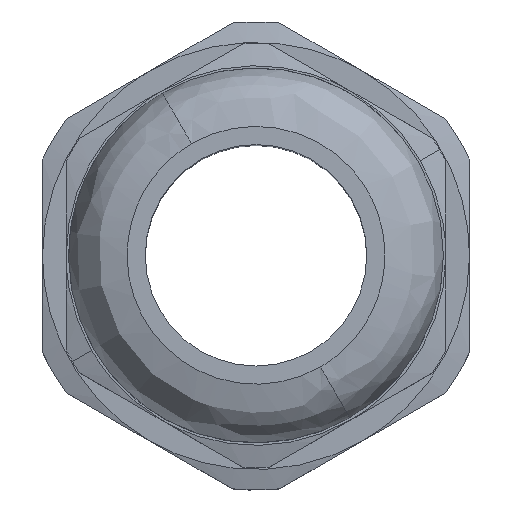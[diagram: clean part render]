
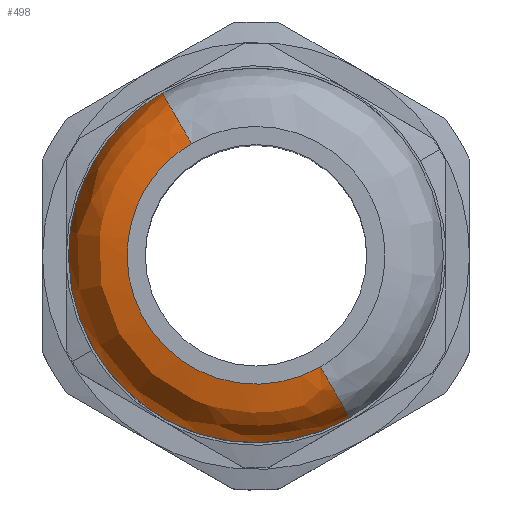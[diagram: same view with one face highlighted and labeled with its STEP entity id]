
A CAD part, top view. The second image highlights one B-rep face of the part: STEP entity #498.
In plain terms, the highlighted free-form (B-spline) face has degree [3, 3] with [4, 4] control points.
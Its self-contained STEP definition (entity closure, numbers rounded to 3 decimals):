
#435=CARTESIAN_POINT('Control Point',(19.425,4.538,31.6)) ;
#436=CARTESIAN_POINT('Control Point',(-1.1,-7.312,31.6)) ;
#437=CARTESIAN_POINT('Control Point',(-12.95,13.212,31.6)) ;
#438=CARTESIAN_POINT('Control Point',(7.575,25.062,31.6)) ;
#439=CARTESIAN_POINT('Control Point',(19.425,4.538,33.767)) ;
#440=CARTESIAN_POINT('Control Point',(-1.1,-7.312,33.767)) ;
#441=CARTESIAN_POINT('Control Point',(-12.95,13.212,33.767)) ;
#442=CARTESIAN_POINT('Control Point',(7.575,25.062,33.767)) ;
#443=CARTESIAN_POINT('Control Point',(18.659,5.865,35.3)) ;
#444=CARTESIAN_POINT('Control Point',(0.788,-4.453,35.3)) ;
#445=CARTESIAN_POINT('Control Point',(-9.529,13.418,35.3)) ;
#446=CARTESIAN_POINT('Control Point',(8.341,23.735,35.3)) ;
#447=CARTESIAN_POINT('Control Point',(17.575,7.742,35.3)) ;
#448=CARTESIAN_POINT('Control Point',(3.459,-0.408,35.3)) ;
#449=CARTESIAN_POINT('Control Point',(-4.691,13.708,35.3)) ;
#450=CARTESIAN_POINT('Control Point',(9.425,21.858,35.3)) ;
#452=CARTESIAN_POINT('Control Point',(19.425,4.538,31.6)) ;
#453=CARTESIAN_POINT('Control Point',(14.294,1.575,31.6)) ;
#454=CARTESIAN_POINT('Control Point',(7.188,2.033,31.6)) ;
#455=CARTESIAN_POINT('Control Point',(3.238,8.875,31.6)) ;
#456=CARTESIAN_POINT('Vertex',(19.425,4.538,31.6)) ;
#458=CARTESIAN_POINT('Vertex',(3.238,8.875,31.6)) ;
#462=CARTESIAN_POINT('Control Point',(19.425,4.538,31.6)) ;
#463=CARTESIAN_POINT('Control Point',(19.425,4.538,33.767)) ;
#464=CARTESIAN_POINT('Control Point',(18.659,5.865,35.3)) ;
#465=CARTESIAN_POINT('Control Point',(17.575,7.742,35.3)) ;
#466=CARTESIAN_POINT('Vertex',(17.575,7.742,35.3)) ;
#470=CARTESIAN_POINT('Control Point',(17.575,7.742,35.3)) ;
#471=CARTESIAN_POINT('Control Point',(3.459,-0.408,35.3)) ;
#472=CARTESIAN_POINT('Control Point',(-4.691,13.708,35.3)) ;
#473=CARTESIAN_POINT('Control Point',(9.425,21.858,35.3)) ;
#474=CARTESIAN_POINT('Vertex',(9.425,21.858,35.3)) ;
#478=CARTESIAN_POINT('Control Point',(7.575,25.062,31.6)) ;
#479=CARTESIAN_POINT('Control Point',(7.575,25.062,33.767)) ;
#480=CARTESIAN_POINT('Control Point',(8.341,23.735,35.3)) ;
#481=CARTESIAN_POINT('Control Point',(9.425,21.858,35.3)) ;
#482=CARTESIAN_POINT('Vertex',(7.575,25.062,31.6)) ;
#486=CARTESIAN_POINT('Control Point',(3.238,8.875,31.6)) ;
#487=CARTESIAN_POINT('Control Point',(-0.712,15.717,31.6)) ;
#488=CARTESIAN_POINT('Control Point',(2.444,22.1,31.6)) ;
#489=CARTESIAN_POINT('Control Point',(7.575,25.062,31.6)) ;
#492=ORIENTED_EDGE('',*,*,#460,.F.) ;
#493=ORIENTED_EDGE('',*,*,#468,.T.) ;
#494=ORIENTED_EDGE('',*,*,#476,.T.) ;
#495=ORIENTED_EDGE('',*,*,#484,.F.) ;
#496=ORIENTED_EDGE('',*,*,#490,.F.) ;
#498=ADVANCED_FACE('Brep With Voids',(#497),#434,.T.) ;
#460=EDGE_CURVE('',#457,#459,#451,.T.) ;
#468=EDGE_CURVE('',#457,#467,#461,.T.) ;
#476=EDGE_CURVE('',#467,#475,#469,.T.) ;
#484=EDGE_CURVE('',#483,#475,#477,.T.) ;
#490=EDGE_CURVE('',#459,#483,#485,.T.) ;
#491=EDGE_LOOP('',(#492,#493,#494,#495,#496)) ;
#497=FACE_OUTER_BOUND('',#491,.T.) ;
#457=VERTEX_POINT('',#456) ;
#459=VERTEX_POINT('',#458) ;
#467=VERTEX_POINT('',#466) ;
#475=VERTEX_POINT('',#474) ;
#483=VERTEX_POINT('',#482) ;
#451=(BOUNDED_CURVE()B_SPLINE_CURVE(3,(#452,#453,#454,#455),.UNSPECIFIED.,.F.,.U.)B_SPLINE_CURVE_WITH_KNOTS((4,4),(0.,31.626),.UNSPECIFIED.)CURVE()GEOMETRIC_REPRESENTATION_ITEM()RATIONAL_B_SPLINE_CURVE((1.,0.667,0.5,0.5))REPRESENTATION_ITEM('')) ;
#461=(BOUNDED_CURVE()B_SPLINE_CURVE(3,(#462,#463,#464,#465),.UNSPECIFIED.,.F.,.U.)B_SPLINE_CURVE_WITH_KNOTS((4,4),(0.,8.635),.UNSPECIFIED.)CURVE()GEOMETRIC_REPRESENTATION_ITEM()RATIONAL_B_SPLINE_CURVE((1.,0.805,0.805,1.))REPRESENTATION_ITEM('')) ;
#469=(BOUNDED_CURVE()B_SPLINE_CURVE(3,(#470,#471,#472,#473),.UNSPECIFIED.,.F.,.U.)B_SPLINE_CURVE_WITH_KNOTS((4,4),(0.,63.251),.UNSPECIFIED.)CURVE()GEOMETRIC_REPRESENTATION_ITEM()RATIONAL_B_SPLINE_CURVE((1.,0.333,0.333,1.))REPRESENTATION_ITEM('')) ;
#477=(BOUNDED_CURVE()B_SPLINE_CURVE(3,(#478,#479,#480,#481),.UNSPECIFIED.,.F.,.U.)B_SPLINE_CURVE_WITH_KNOTS((4,4),(0.,8.635),.UNSPECIFIED.)CURVE()GEOMETRIC_REPRESENTATION_ITEM()RATIONAL_B_SPLINE_CURVE((1.,0.805,0.805,1.))REPRESENTATION_ITEM('')) ;
#485=(BOUNDED_CURVE()B_SPLINE_CURVE(3,(#486,#487,#488,#489),.UNSPECIFIED.,.F.,.U.)B_SPLINE_CURVE_WITH_KNOTS((4,4),(31.626,63.251),.UNSPECIFIED.)CURVE()GEOMETRIC_REPRESENTATION_ITEM()RATIONAL_B_SPLINE_CURVE((0.5,0.5,0.667,1.))REPRESENTATION_ITEM('')) ;
#434=(BOUNDED_SURFACE()B_SPLINE_SURFACE(3,3,((#435,#436,#437,#438),(#439,#440,#441,#442),(#443,#444,#445,#446),(#447,#448,#449,#450)),.UNSPECIFIED.,.F.,.F.,.U.)B_SPLINE_SURFACE_WITH_KNOTS((4,4),(4,4),(0.,8.635),(0.,63.251),.UNSPECIFIED.)GEOMETRIC_REPRESENTATION_ITEM()RATIONAL_B_SPLINE_SURFACE(((1.,0.333,0.333,1.),(0.805,0.268,0.268,0.805),(0.805,0.268,0.268,0.805),(1.,0.333,0.333,1.)))REPRESENTATION_ITEM('Rational BSpline Surface')SURFACE()) ;
